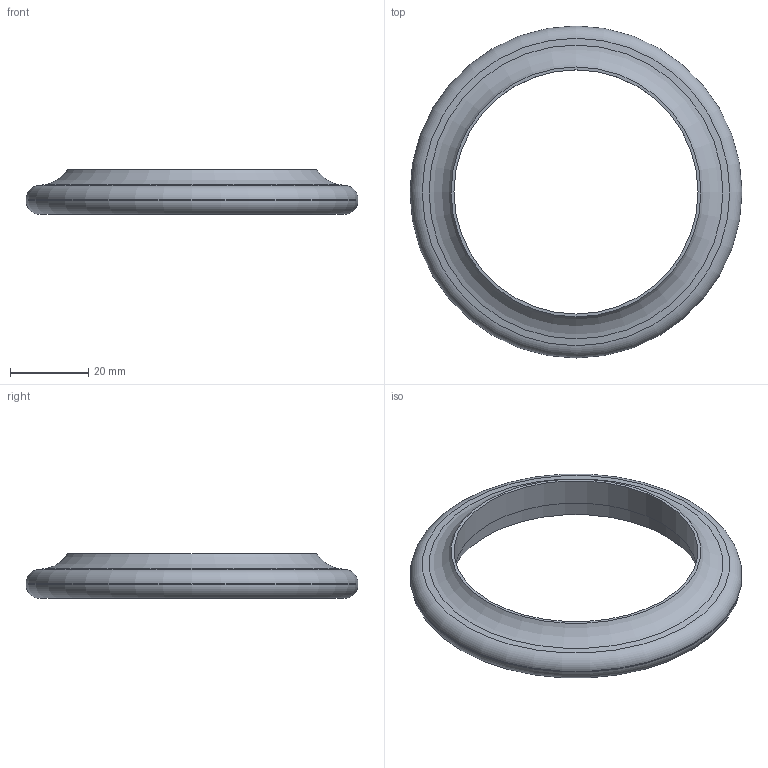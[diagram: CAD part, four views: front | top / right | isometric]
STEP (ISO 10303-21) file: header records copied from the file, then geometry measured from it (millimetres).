
FILE_DESCRIPTION(/* description */ (''),/* implementation_level */ '2;1');
FILE_NAME(/* name */ 'Documents/ _TR/_Huja/Bateau gege 2 v1.step',/* time_stamp */ '2021-02-02T13:03:36+01:00',/* author */ (''),/* organization */ (''),/* preprocessor_version */ 'ST-DEVELOPER v18.1',/* originating_system */ 'Autodesk Translation Framework v9.7.0.1280',/* authorisation */ '');
FILE_SCHEMA (('AUTOMOTIVE_DESIGN { 1 0 10303 214 3 1 1 }'));
Length unit declared in the file: millimetre
Products named in the file (1): Bateau gege 1
Bounding box: 85 x 85 x 11.5 mm (x, y, z)
Volume: 19180.6 mm3; surface area: 8965 mm2
Topology: 1 solids, 1 shells, 10 faces, 19 edges, 12 vertices
Faces by surface type: cylinder 3, plane 3, torus 3, cone 1
Full cylindrical faces by diameter (mm): 62.5 x1, 65 x1, 85 x1
Entity records: 299 total; most frequent: DIRECTION 56, CARTESIAN_POINT 42, ORIENTED_EDGE 38, AXIS2_PLACEMENT_3D 26, EDGE_CURVE 19, CIRCLE 15, EDGE_LOOP 13, VERTEX_POINT 12
